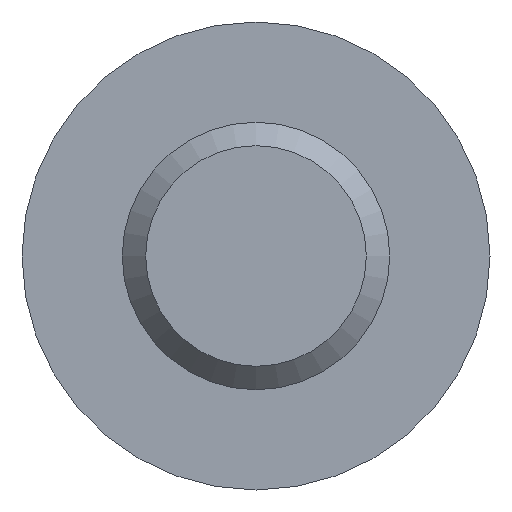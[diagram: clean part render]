
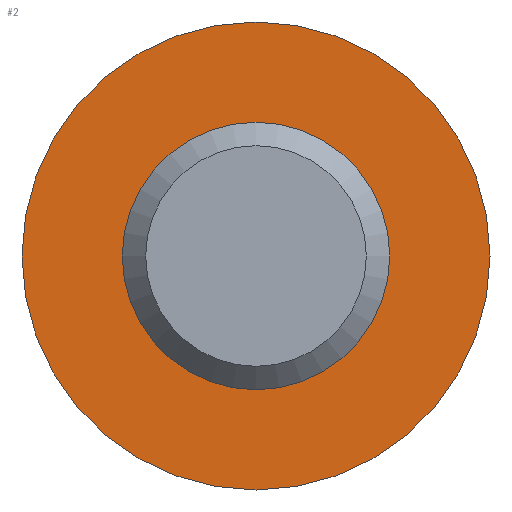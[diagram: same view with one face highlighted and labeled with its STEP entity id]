
A CAD part, front view. The second image highlights one B-rep face of the part: STEP entity #2.
In plain terms, the highlighted planar face has unit normal (0, -1, 0).
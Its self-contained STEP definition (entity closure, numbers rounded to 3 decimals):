
#2 = ADVANCED_FACE ( 'NONE', ( #141, #479 ), #403, .F. ) ;
#15 = ORIENTED_EDGE ( 'NONE', *, *, #40, .T. ) ;
#34 = CARTESIAN_POINT ( 'NONE',  ( -2., 6., 0. ) ) ;
#40 = EDGE_CURVE ( 'NONE', #437, #437, #79, .T. ) ;
#79 = CIRCLE ( 'NONE', #120, 3.5 ) ;
#88 = DIRECTION ( 'NONE',  ( 0., -1., 0. ) ) ;
#93 = AXIS2_PLACEMENT_3D ( 'NONE', #34, #111, #193 ) ;
#111 = DIRECTION ( 'NONE',  ( 0., 1., 0. ) ) ;
#114 = CIRCLE ( 'NONE', #342, 2. ) ;
#120 = AXIS2_PLACEMENT_3D ( 'NONE', #351, #315, #482 ) ;
#136 = CARTESIAN_POINT ( 'NONE',  ( 0., 6., 0. ) ) ;
#141 = FACE_BOUND ( 'NONE', #306, .T. ) ;
#193 = DIRECTION ( 'NONE',  ( 0., 0., 1. ) ) ;
#217 = CARTESIAN_POINT ( 'NONE',  ( 0., 6., -3.5 ) ) ;
#254 = EDGE_CURVE ( 'NONE', #518, #518, #114, .T. ) ;
#306 = EDGE_LOOP ( 'NONE', ( #527 ) ) ;
#315 = DIRECTION ( 'NONE',  ( 0., -1., 0. ) ) ;
#342 = AXIS2_PLACEMENT_3D ( 'NONE', #136, #88, #474 ) ;
#351 = CARTESIAN_POINT ( 'NONE',  ( 0., 6., 0. ) ) ;
#398 = CARTESIAN_POINT ( 'NONE',  ( 0., 6., -2. ) ) ;
#400 = EDGE_LOOP ( 'NONE', ( #15 ) ) ;
#403 = PLANE ( 'NONE',  #93 ) ;
#437 = VERTEX_POINT ( 'NONE', #217 ) ;
#474 = DIRECTION ( 'NONE',  ( 0., 0., -1. ) ) ;
#479 = FACE_OUTER_BOUND ( 'NONE', #400, .T. ) ;
#482 = DIRECTION ( 'NONE',  ( 0., 0., -1. ) ) ;
#518 = VERTEX_POINT ( 'NONE', #398 ) ;
#527 = ORIENTED_EDGE ( 'NONE', *, *, #254, .F. ) ;
